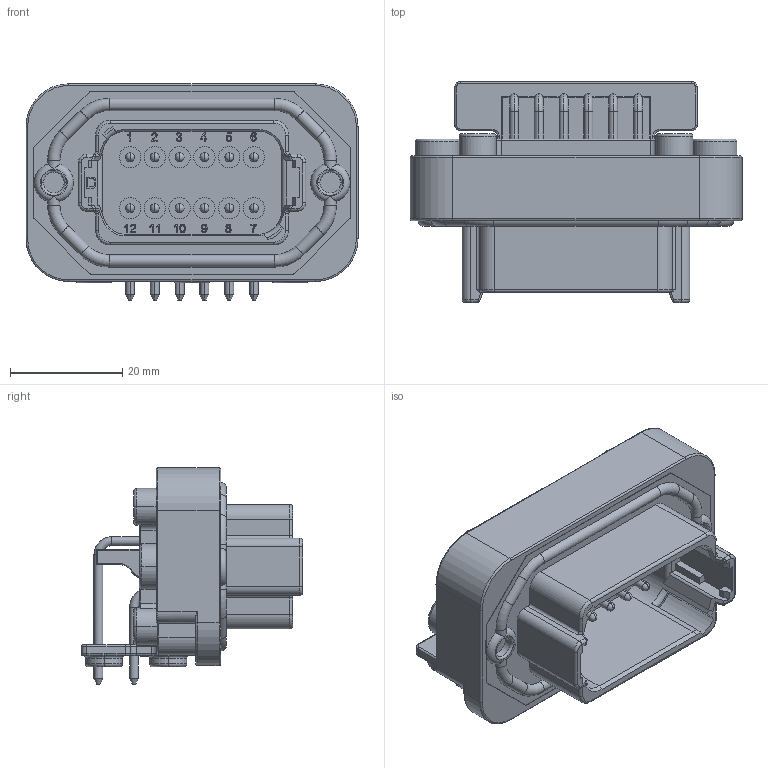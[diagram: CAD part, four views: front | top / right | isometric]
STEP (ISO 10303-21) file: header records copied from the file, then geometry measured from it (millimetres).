
FILE_DESCRIPTION((''),'2;1');
FILE_NAME('PL000637-12D-1','2018-08-07T',('Jony.xie'),(''),'PRO/ENGINEER BY PARAMETRIC TECHNOLOGY CORPORATION, 2013230','PRO/ENGINEER BY PARAMETRIC TECHNOLOGY CORPORATION, 2013230','');
FILE_SCHEMA(('CONFIG_CONTROL_DESIGN'));
Length unit declared in the file: millimetre
Products named in the file (1): PL000637-12D-1
Bounding box: 59.2 x 39.47 x 38.57 mm (x, y, z)
Volume: 27246.9 mm3; surface area: 13763.6 mm2
Topology: 1 solids, 2 shells, 1381 faces, 3623 edges, 2306 vertices
Faces by surface type: extrusion 434, plane 410, cylinder 313, torus 135, sphere 38, cone 30, bspline 21
Entity records: 45384 total; most frequent: CARTESIAN_POINT 12861, ORIENTED_EDGE 7198, DIRECTION 5681, EDGE_CURVE 3599, VERTEX_POINT 2306, VECTOR 2141, AXIS2_PLACEMENT_3D 1770, LINE 1707
